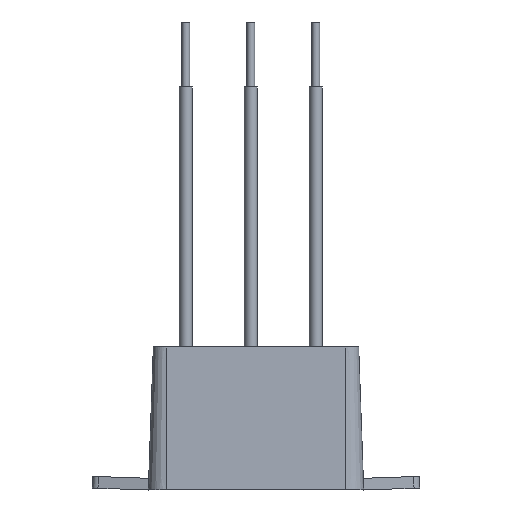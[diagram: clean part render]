
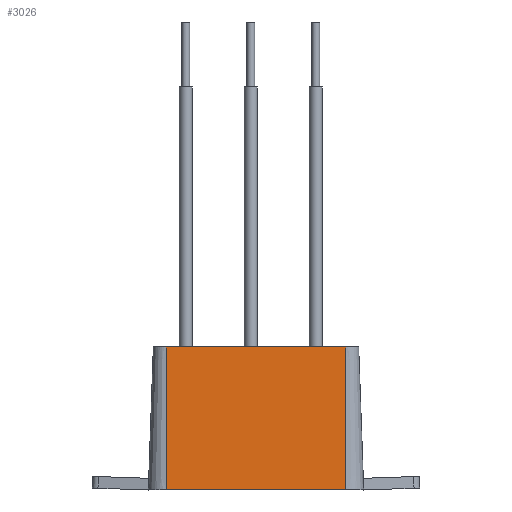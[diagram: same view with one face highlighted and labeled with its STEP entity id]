
A CAD part, front view. The second image highlights one B-rep face of the part: STEP entity #3026.
In plain terms, the highlighted planar face has unit normal (0, -0.999, 0.035).
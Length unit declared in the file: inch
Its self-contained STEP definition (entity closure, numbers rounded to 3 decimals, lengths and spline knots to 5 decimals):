
#16 = LINE ( 'NONE', #973, #1299 ) ;
#496 = EDGE_LOOP ( 'NONE', ( #4313, #4320, #4305, #4317 ) ) ;
#722 = CARTESIAN_POINT ( 'NONE',  ( -0.69, -0.80921, -0.55 ) ) ;
#723 = DIRECTION ( 'NONE',  ( 0., -0.035, -0.999 ) ) ;
#829 = CARTESIAN_POINT ( 'NONE',  ( 0., -0.79, 0. ) ) ;
#832 = DIRECTION ( 'NONE',  ( -1., 0., 0. ) ) ;
#973 = CARTESIAN_POINT ( 'NONE',  ( 0., -0.82841, -1.1 ) ) ;
#975 = DIRECTION ( 'NONE',  ( 1., 0., 0. ) ) ;
#1209 = LINE ( 'NONE', #829, #1336 ) ;
#1299 = VECTOR ( 'NONE', #975, 39.37008 ) ;
#1325 = VECTOR ( 'NONE', #723, 39.37008 ) ;
#1336 = VECTOR ( 'NONE', #832, 39.37008 ) ;
#1351 = VECTOR ( 'NONE', #2193, 39.37008 ) ;
#1491 = FACE_OUTER_BOUND ( 'NONE', #496, .T. ) ;
#2022 = AXIS2_PLACEMENT_3D ( 'NONE', #4056, #4057, #4058 ) ;
#2192 = CARTESIAN_POINT ( 'NONE',  ( 0.69, -0.80921, -0.55 ) ) ;
#2193 = DIRECTION ( 'NONE',  ( 0., 0.035, 0.999 ) ) ;
#2777 = EDGE_CURVE ( 'NONE', #4350, #4374, #16, .T. ) ;
#2810 = EDGE_CURVE ( 'NONE', #4377, #4350, #4463, .T. ) ;
#2825 = EDGE_CURVE ( 'NONE', #4375, #4377, #1209, .T. ) ;
#2838 = EDGE_CURVE ( 'NONE', #4374, #4375, #4451, .T. ) ;
#3026 = ADVANCED_FACE ( 'NONE', ( #1491 ), #4055, .T. ) ;
#3569 = CARTESIAN_POINT ( 'NONE',  ( -0.69, -0.82841, -1.1 ) ) ;
#3585 = CARTESIAN_POINT ( 'NONE',  ( 0.69, -0.82841, -1.1 ) ) ;
#3586 = CARTESIAN_POINT ( 'NONE',  ( 0.69, -0.79, 0. ) ) ;
#3588 = CARTESIAN_POINT ( 'NONE',  ( -0.69, -0.79, 0. ) ) ;
#4055 = PLANE ( 'NONE',  #2022 ) ;
#4056 = CARTESIAN_POINT ( 'NONE',  ( -0.69, -0.79, 0. ) ) ;
#4057 = DIRECTION ( 'NONE',  ( 0., -0.999, 0.035 ) ) ;
#4058 = DIRECTION ( 'NONE',  ( 0., -0.035, -0.999 ) ) ;
#4305 = ORIENTED_EDGE ( 'NONE', *, *, #2825, .T. ) ;
#4313 = ORIENTED_EDGE ( 'NONE', *, *, #2777, .T. ) ;
#4317 = ORIENTED_EDGE ( 'NONE', *, *, #2810, .T. ) ;
#4320 = ORIENTED_EDGE ( 'NONE', *, *, #2838, .T. ) ;
#4350 = VERTEX_POINT ( 'NONE', #3569 ) ;
#4374 = VERTEX_POINT ( 'NONE', #3585 ) ;
#4375 = VERTEX_POINT ( 'NONE', #3586 ) ;
#4377 = VERTEX_POINT ( 'NONE', #3588 ) ;
#4451 = LINE ( 'NONE', #2192, #1351 ) ;
#4463 = LINE ( 'NONE', #722, #1325 ) ;
